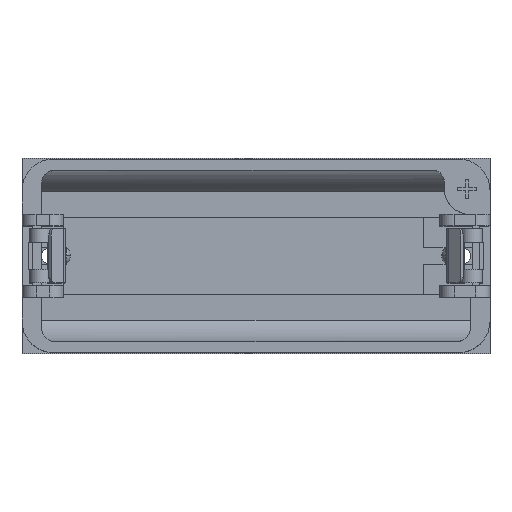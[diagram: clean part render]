
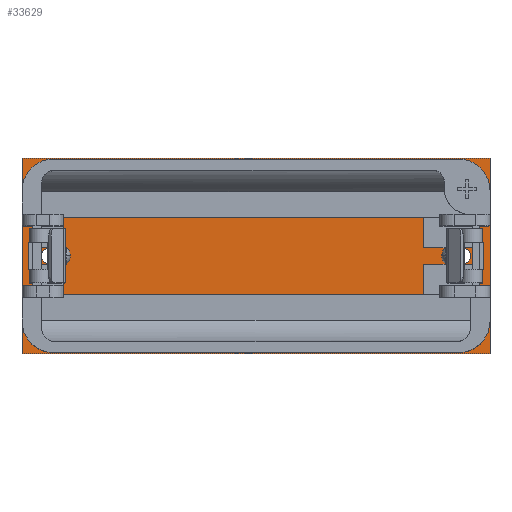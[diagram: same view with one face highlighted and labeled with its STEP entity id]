
A CAD part, top view. The second image highlights one B-rep face of the part: STEP entity #33629.
In plain terms, the highlighted planar face has unit normal (0, 0, 1).
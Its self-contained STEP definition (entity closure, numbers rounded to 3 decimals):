
#33462 = VERTEX_POINT('',#33463);
#33463 = CARTESIAN_POINT('',(43.,0.,1.6));
#33469 = EDGE_CURVE('',#33462,#33470,#33472,.T.);
#33470 = VERTEX_POINT('',#33471);
#33471 = CARTESIAN_POINT('',(0.,0.,1.6));
#33472 = LINE('',#33473,#33474);
#33473 = CARTESIAN_POINT('',(43.,0.,1.6));
#33474 = VECTOR('',#33475,1.);
#33475 = DIRECTION('',(-1.,0.,0.));
#33502 = VERTEX_POINT('',#33503);
#33503 = CARTESIAN_POINT('',(43.,18.,1.6));
#33509 = EDGE_CURVE('',#33502,#33462,#33510,.T.);
#33510 = LINE('',#33511,#33512);
#33511 = CARTESIAN_POINT('',(43.,18.,1.6));
#33512 = VECTOR('',#33513,1.);
#33513 = DIRECTION('',(0.,-1.,0.));
#33531 = EDGE_CURVE('',#33470,#33532,#33534,.T.);
#33532 = VERTEX_POINT('',#33533);
#33533 = CARTESIAN_POINT('',(0.,18.,1.6));
#33534 = LINE('',#33535,#33536);
#33535 = CARTESIAN_POINT('',(0.,0.,1.6));
#33536 = VECTOR('',#33537,1.);
#33537 = DIRECTION('',(0.,1.,0.));
#33629 = ADVANCED_FACE('',(#33630,#33641,#33652,#33663,#33674,#33685),
  #33696,.T.);
#33630 = FACE_BOUND('',#33631,.T.);
#33631 = EDGE_LOOP('',(#33632,#33633,#33634,#33640));
#33632 = ORIENTED_EDGE('',*,*,#33469,.F.);
#33633 = ORIENTED_EDGE('',*,*,#33509,.F.);
#33634 = ORIENTED_EDGE('',*,*,#33635,.F.);
#33635 = EDGE_CURVE('',#33532,#33502,#33636,.T.);
#33636 = LINE('',#33637,#33638);
#33637 = CARTESIAN_POINT('',(0.,18.,1.6));
#33638 = VECTOR('',#33639,1.);
#33639 = DIRECTION('',(1.,0.,0.));
#33640 = ORIENTED_EDGE('',*,*,#33531,.F.);
#33641 = FACE_BOUND('',#33642,.T.);
#33642 = EDGE_LOOP('',(#33643));
#33643 = ORIENTED_EDGE('',*,*,#33644,.T.);
#33644 = EDGE_CURVE('',#33645,#33645,#33647,.T.);
#33645 = VERTEX_POINT('',#33646);
#33646 = CARTESIAN_POINT('',(41.08,1.995,1.6));
#33647 = CIRCLE('',#33648,0.635);
#33648 = AXIS2_PLACEMENT_3D('',#33649,#33650,#33651);
#33649 = CARTESIAN_POINT('',(41.08,2.63,1.6));
#33650 = DIRECTION('',(-0.,0.,-1.));
#33651 = DIRECTION('',(-0.,-1.,0.));
#33652 = FACE_BOUND('',#33653,.T.);
#33653 = EDGE_LOOP('',(#33654));
#33654 = ORIENTED_EDGE('',*,*,#33655,.T.);
#33655 = EDGE_CURVE('',#33656,#33656,#33658,.T.);
#33656 = VERTEX_POINT('',#33657);
#33657 = CARTESIAN_POINT('',(34.5,2.825,1.6));
#33658 = CIRCLE('',#33659,0.5);
#33659 = AXIS2_PLACEMENT_3D('',#33660,#33661,#33662);
#33660 = CARTESIAN_POINT('',(34.5,3.325,1.6));
#33661 = DIRECTION('',(-0.,0.,-1.));
#33662 = DIRECTION('',(-0.,-1.,0.));
#33663 = FACE_BOUND('',#33664,.T.);
#33664 = EDGE_LOOP('',(#33665));
#33665 = ORIENTED_EDGE('',*,*,#33666,.T.);
#33666 = EDGE_CURVE('',#33667,#33667,#33669,.T.);
#33667 = VERTEX_POINT('',#33668);
#33668 = CARTESIAN_POINT('',(37.5,2.825,1.6));
#33669 = CIRCLE('',#33670,0.5);
#33670 = AXIS2_PLACEMENT_3D('',#33671,#33672,#33673);
#33671 = CARTESIAN_POINT('',(37.5,3.325,1.6));
#33672 = DIRECTION('',(-0.,0.,-1.));
#33673 = DIRECTION('',(-0.,-1.,0.));
#33674 = FACE_BOUND('',#33675,.T.);
#33675 = EDGE_LOOP('',(#33676));
#33676 = ORIENTED_EDGE('',*,*,#33677,.T.);
#33677 = EDGE_CURVE('',#33678,#33678,#33680,.T.);
#33678 = VERTEX_POINT('',#33679);
#33679 = CARTESIAN_POINT('',(2.515,8.265,1.6));
#33680 = CIRCLE('',#33681,0.735);
#33681 = AXIS2_PLACEMENT_3D('',#33682,#33683,#33684);
#33682 = CARTESIAN_POINT('',(2.515,9.,1.6));
#33683 = DIRECTION('',(-0.,0.,-1.));
#33684 = DIRECTION('',(-0.,-1.,0.));
#33685 = FACE_BOUND('',#33686,.T.);
#33686 = EDGE_LOOP('',(#33687));
#33687 = ORIENTED_EDGE('',*,*,#33688,.T.);
#33688 = EDGE_CURVE('',#33689,#33689,#33691,.T.);
#33689 = VERTEX_POINT('',#33690);
#33690 = CARTESIAN_POINT('',(40.485,8.265,1.6));
#33691 = CIRCLE('',#33692,0.735);
#33692 = AXIS2_PLACEMENT_3D('',#33693,#33694,#33695);
#33693 = CARTESIAN_POINT('',(40.485,9.,1.6));
#33694 = DIRECTION('',(-0.,0.,-1.));
#33695 = DIRECTION('',(-0.,-1.,0.));
#33696 = PLANE('',#33697);
#33697 = AXIS2_PLACEMENT_3D('',#33698,#33699,#33700);
#33698 = CARTESIAN_POINT('',(0.,0.,1.6));
#33699 = DIRECTION('',(0.,0.,1.));
#33700 = DIRECTION('',(1.,0.,-0.));
